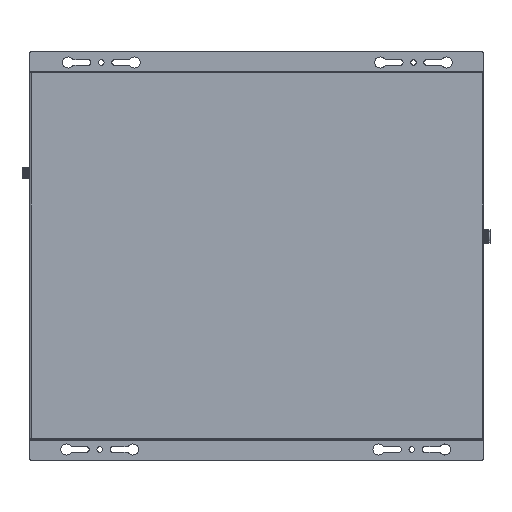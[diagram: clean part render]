
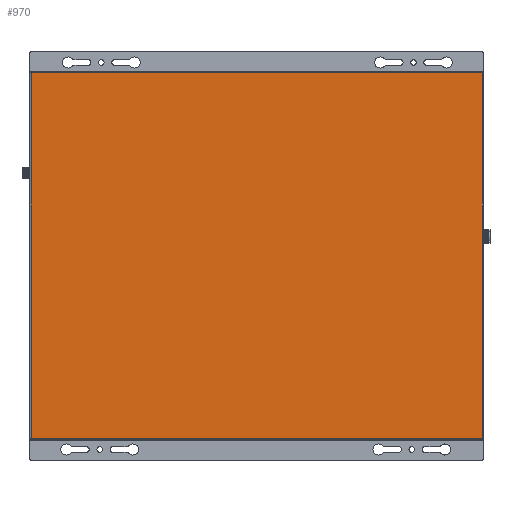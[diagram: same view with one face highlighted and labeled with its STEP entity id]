
A CAD part, top view. The second image highlights one B-rep face of the part: STEP entity #970.
In plain terms, the highlighted planar face has unit normal (0, 0, 1).
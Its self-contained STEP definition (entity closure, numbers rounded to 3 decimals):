
#970 = ADVANCED_FACE ( 'NONE', ( #2321 ), #54495, .F. ) ;
#2002 = DIRECTION ( 'NONE',  ( 0., 0., -1. ) ) ;
#2321 = FACE_OUTER_BOUND ( 'NONE', #34333, .T. ) ;
#6370 = DIRECTION ( 'NONE',  ( 1., 0., 0. ) ) ;
#6821 = VECTOR ( 'NONE', #39486, 1000. ) ;
#7270 = CARTESIAN_POINT ( 'NONE',  ( 202.4, 164.15, 196. ) ) ;
#10048 = VECTOR ( 'NONE', #6370, 1000. ) ;
#10336 = VERTEX_POINT ( 'NONE', #25184 ) ;
#11040 = EDGE_CURVE ( 'NONE', #34238, #10336, #17000, .T. ) ;
#12128 = DIRECTION ( 'NONE',  ( -1., 0., 0. ) ) ;
#12166 = CARTESIAN_POINT ( 'NONE',  ( 0., -164.15, 196. ) ) ;
#16867 = CARTESIAN_POINT ( 'NONE',  ( 0., 0., 196. ) ) ;
#17000 = LINE ( 'NONE', #12166, #10048 ) ;
#22471 = CARTESIAN_POINT ( 'NONE',  ( 0., 164.15, 196. ) ) ;
#24201 = CARTESIAN_POINT ( 'NONE',  ( -202.4, -164.15, 196. ) ) ;
#24664 = ORIENTED_EDGE ( 'NONE', *, *, #27859, .T. ) ;
#25184 = CARTESIAN_POINT ( 'NONE',  ( 202.4, -164.15, 196. ) ) ;
#27269 = VECTOR ( 'NONE', #12128, 1000. ) ;
#27859 = EDGE_CURVE ( 'NONE', #36833, #34238, #52770, .T. ) ;
#30210 = DIRECTION ( 'NONE',  ( -1., 0., 0. ) ) ;
#32209 = ORIENTED_EDGE ( 'NONE', *, *, #37679, .T. ) ;
#32923 = CARTESIAN_POINT ( 'NONE',  ( 202.4, 0., 196. ) ) ;
#33679 = ORIENTED_EDGE ( 'NONE', *, *, #38967, .T. ) ;
#34238 = VERTEX_POINT ( 'NONE', #24201 ) ;
#34333 = EDGE_LOOP ( 'NONE', ( #24664, #58612, #32209, #33679 ) ) ;
#36833 = VERTEX_POINT ( 'NONE', #41884 ) ;
#37679 = EDGE_CURVE ( 'NONE', #10336, #38244, #62359, .T. ) ;
#37784 = DIRECTION ( 'NONE',  ( 0., 1., 0. ) ) ;
#38244 = VERTEX_POINT ( 'NONE', #7270 ) ;
#38967 = EDGE_CURVE ( 'NONE', #38244, #36833, #56082, .T. ) ;
#39486 = DIRECTION ( 'NONE',  ( 0., -1., 0. ) ) ;
#41884 = CARTESIAN_POINT ( 'NONE',  ( -202.4, 164.15, 196. ) ) ;
#44033 = AXIS2_PLACEMENT_3D ( 'NONE', #16867, #2002, #30210 ) ;
#52770 = LINE ( 'NONE', #57931, #6821 ) ;
#54495 = PLANE ( 'NONE',  #44033 ) ;
#56082 = LINE ( 'NONE', #22471, #27269 ) ;
#57931 = CARTESIAN_POINT ( 'NONE',  ( -202.4, 0., 196. ) ) ;
#58612 = ORIENTED_EDGE ( 'NONE', *, *, #11040, .T. ) ;
#60267 = VECTOR ( 'NONE', #37784, 1000. ) ;
#62359 = LINE ( 'NONE', #32923, #60267 ) ;
